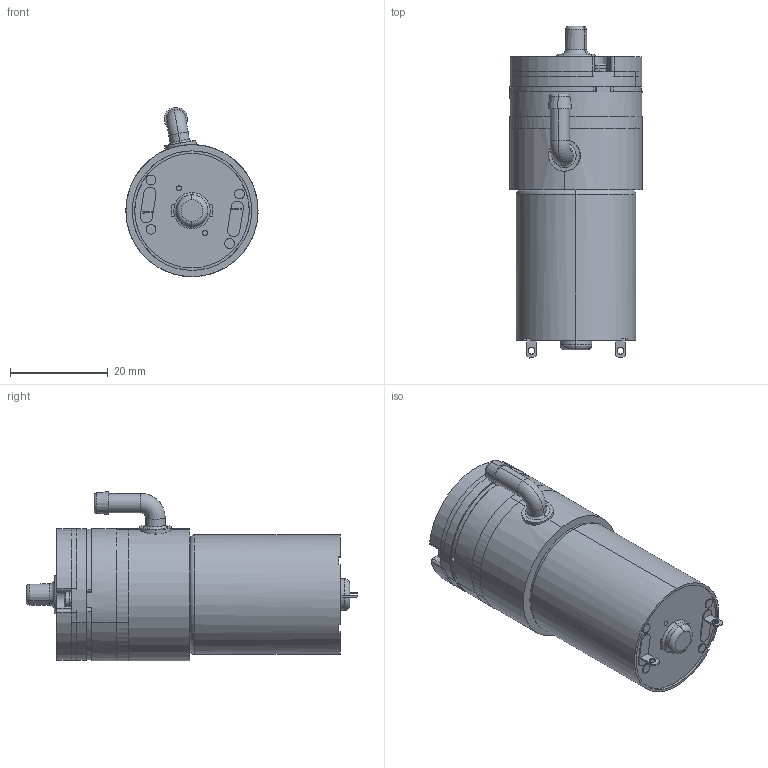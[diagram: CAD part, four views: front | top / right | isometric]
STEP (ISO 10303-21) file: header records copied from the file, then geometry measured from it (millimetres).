
FILE_DESCRIPTION((''),'2;1');
FILE_NAME('KPM27L-12D_ASM','2018-03-28T',('wangsz'),(''),'CREO PARAMETRIC BY PTC INC, 2015200','CREO PARAMETRIC BY PTC INC, 2015200','');
FILE_SCHEMA(('CONFIG_CONTROL_DESIGN'));
Length unit declared in the file: millimetre
Products named in the file (8): MOTOR; PM27LBB4; PM27CB3-11; PM27CR2; PM27TBB2; PM27TBB1-3; PM14ASC1-1; KPM27L-12D_ASM
Assembly tree (9 placements, depth 2):
  KPM27L-12D_ASM
    MOTOR
    PM27LBB4
    PM27CB3-11
    PM27CR2
    PM27TBB2
    PM27TBB1-3
    PM14ASC1-1  x3
Bounding box: 27 x 67.83 x 34.61 mm (x, y, z)
Volume: 23107.2 mm3; surface area: 15080.8 mm2
Topology: 9 solids, 9 shells, 435 faces, 1490 edges, 1102 vertices
Faces by surface type: plane 152, cylinder 131, bspline 114, torus 34, cone 4
Entity records: 24448 total; most frequent: CARTESIAN_POINT 11560, ORIENTED_EDGE 1744, DIRECTION 1529, PRESENTATION_STYLE_ASSIGNMENT 1178, STYLED_ITEM 1178, CURVE_STYLE 872, EDGE_CURVE 872, VERTEX_POINT 610
